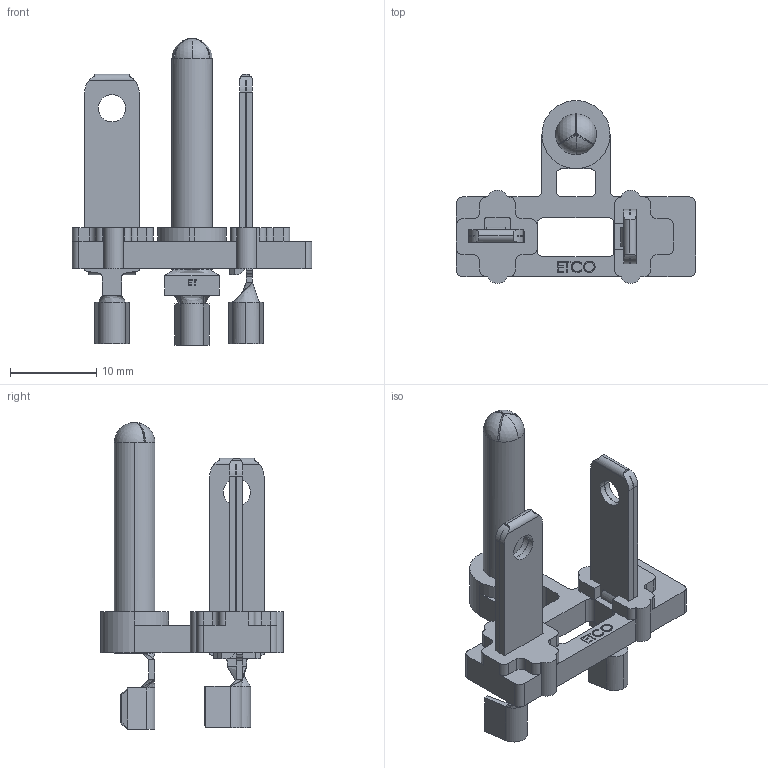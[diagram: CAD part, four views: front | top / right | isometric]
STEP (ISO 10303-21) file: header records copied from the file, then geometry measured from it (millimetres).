
FILE_DESCRIPTION (( 'STEP AP203' ), '1' );
FILE_NAME ('37022.STEP', '2019-12-04T15:38:21', ( 'tempuser' ), ( 'Microsoft' ), 'SwSTEP 2.0', 'SolidWorks 2019', '' );
FILE_SCHEMA (( 'CONFIG_CONTROL_DESIGN' ));
Length unit declared in the file: inch
Products named in the file (5): BHBP02; PPBF4; PN187H3; PPBF4TWISTEDLEFT; 37022
Assembly tree (4 placements, depth 2):
  37022
    BHBP02
    PPBF4
    PN187H3
    PPBF4TWISTEDLEFT
Bounding box: 27.81 x 21.27 x 35.69 mm (x, y, z)
Volume: 1730.5 mm3; surface area: 3688.9 mm2
Topology: 4 solids, 4 shells, 695 faces, 1831 edges, 1158 vertices
Faces by surface type: plane 447, cylinder 134, bspline 58, cone 46, sphere 8, torus 2
Entity records: 24341 total; most frequent: CARTESIAN_POINT 6903, ORIENTED_EDGE 3654, DIRECTION 3293, EDGE_CURVE 1827, VECTOR 1359, LINE 1359, VERTEX_POINT 1158, AXIS2_PLACEMENT_3D 967
